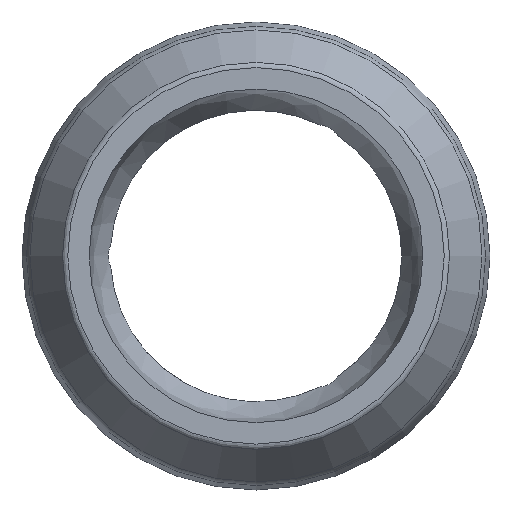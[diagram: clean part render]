
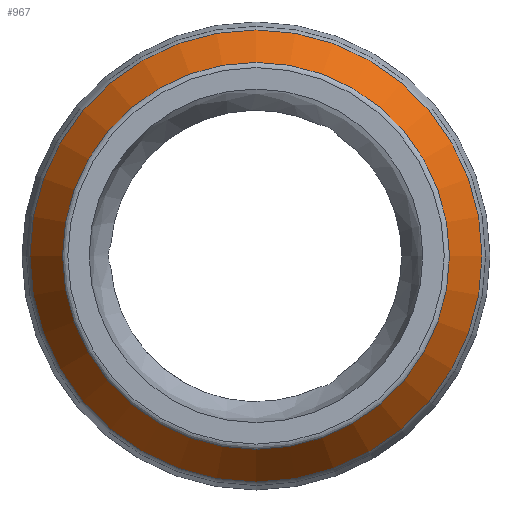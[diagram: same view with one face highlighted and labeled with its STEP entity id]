
A CAD part, top view. The second image highlights one B-rep face of the part: STEP entity #967.
In plain terms, the highlighted conical face has half-angle 32.488 degrees and reference radius 20.301 mm.
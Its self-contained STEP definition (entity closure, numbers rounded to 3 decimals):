
#20=CONICAL_SURFACE('',#1107,20.301,0.567);
#78=LINE('',#2060,#113);
#113=VECTOR('',#1421,20.301);
#217=FACE_OUTER_BOUND('',#293,.T.);
#293=EDGE_LOOP('',(#886,#887,#888,#889));
#396=CIRCLE('',#1105,18.727);
#398=CIRCLE('',#1108,21.875);
#490=VERTEX_POINT('',#2054);
#491=VERTEX_POINT('',#2058);
#622=EDGE_CURVE('',#490,#490,#396,.T.);
#624=EDGE_CURVE('',#491,#491,#398,.T.);
#625=EDGE_CURVE('',#491,#490,#78,.T.);
#886=ORIENTED_EDGE('',*,*,#624,.F.);
#887=ORIENTED_EDGE('',*,*,#625,.T.);
#888=ORIENTED_EDGE('',*,*,#622,.T.);
#889=ORIENTED_EDGE('',*,*,#625,.F.);
#967=ADVANCED_FACE('',(#217),#20,.T.);
#1105=AXIS2_PLACEMENT_3D('',#2055,#1413,#1414);
#1107=AXIS2_PLACEMENT_3D('',#2057,#1417,#1418);
#1108=AXIS2_PLACEMENT_3D('',#2059,#1419,#1420);
#1413=DIRECTION('center_axis',(0.,0.,
-1.));
#1414=DIRECTION('ref_axis',(1.,0.,0.));
#1417=DIRECTION('center_axis',(0.,0.,
-1.));
#1418=DIRECTION('ref_axis',(-1.,0.,0.));
#1419=DIRECTION('center_axis',(0.,0.,
-1.));
#1420=DIRECTION('ref_axis',(1.,0.,0.));
#1421=DIRECTION('',(-0.537,0.,0.844));
#2054=CARTESIAN_POINT('',(48.451,-77.007,26.122));
#2055=CARTESIAN_POINT('Origin',(29.724,-77.007,26.122));
#2057=CARTESIAN_POINT('Origin',(29.724,-77.007,23.651));
#2058=CARTESIAN_POINT('',(51.599,-77.007,21.179));
#2059=CARTESIAN_POINT('Origin',(29.724,-77.007,21.179));
#2060=CARTESIAN_POINT('',(50.025,-77.007,23.651));
